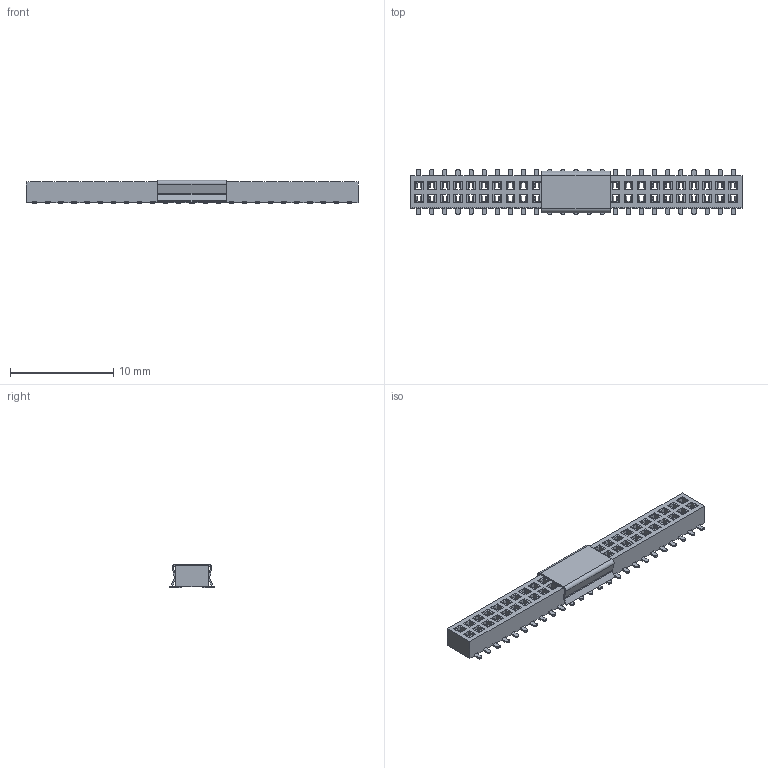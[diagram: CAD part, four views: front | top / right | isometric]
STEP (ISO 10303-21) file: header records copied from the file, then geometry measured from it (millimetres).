
FILE_DESCRIPTION(/* description */ ('Unknown'),/* implementation_level */ '2;1');
FILE_NAME(/* name */ '623350235321',/* time_stamp */ '2017-03-20T11:49:48+01:00',/* author */ ('Unknown'),/* organization */ ('Unknown'),/* preprocessor_version */ 'ST-DEVELOPER v16.7',/* originating_system */ 'DEX',/* authorisation */ $);
FILE_SCHEMA (('AUTOMOTIVE_DESIGN {1 0 10303 214 3 1 1}'));
Length unit declared in the file: millimetre
Products named in the file (4): 6233xx235321; 623050235321; 6233xx235321_PAD
Assembly tree (52 placements, depth 2):
  6233xx235321
    623050235321
    6233xx235321  x50
    6233xx235321_PAD
Bounding box: 32.15 x 4.4 x 2.25 mm (x, y, z)
Volume: 153.8 mm3; surface area: 1102.5 mm2
Topology: 52 solids, 52 shells, 3728 faces, 10422 edges, 6748 vertices
Faces by surface type: plane 2320, cylinder 1408
Entity records: 22686 total; most frequent: CARTESIAN_POINT 4045, ORIENTED_EDGE 3988, DIRECTION 3526, EDGE_CURVE 1994, LINE 1916, VECTOR 1916, VERTEX_POINT 1260, AXIS2_PLACEMENT_3D 805
